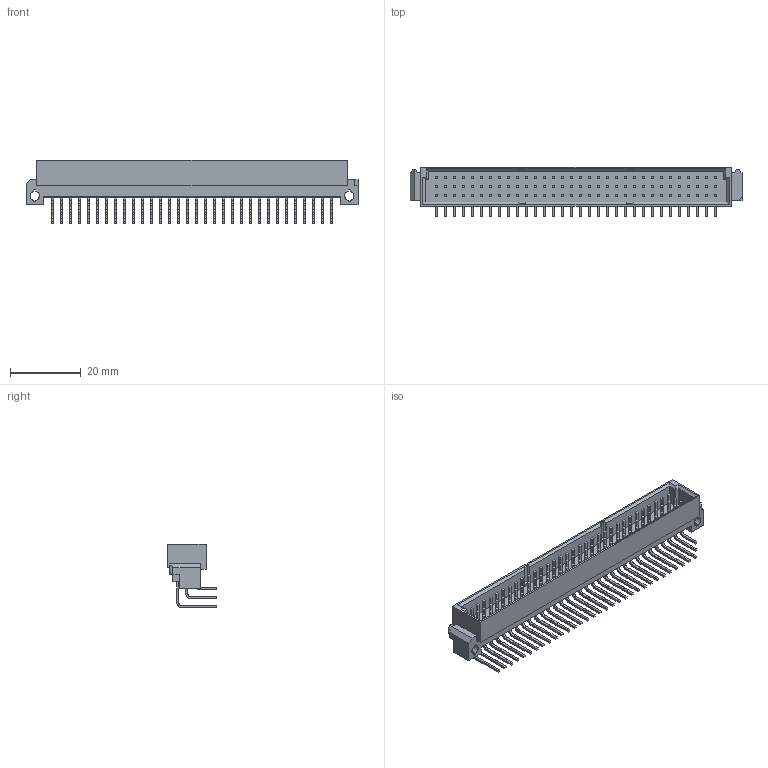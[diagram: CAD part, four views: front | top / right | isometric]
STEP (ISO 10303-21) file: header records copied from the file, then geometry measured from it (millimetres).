
FILE_DESCRIPTION((''),'2;1');
FILE_NAME('C-5148116-5','2012-06-14T',('workeradm'),('Tyco Electronics Ltd.'),'PRO/ENGINEER BY PARAMETRIC TECHNOLOGY CORPORATION, 2010430','PRO/ENGINEER BY PARAMETRIC TECHNOLOGY CORPORATION, 2010430','');
FILE_SCHEMA(('AUTOMOTIVE_DESIGN { 1 0 10303 214 1 1 1 1 }'));
Length unit declared in the file: millimetre
Products named in the file (1): C-5148116-5
Bounding box: 93.85 x 14.02 x 18.02 mm (x, y, z)
Volume: 5480 mm3; surface area: 9576.3 mm2
Topology: 1 solids, 1 shells, 1814 faces, 4778 edges, 3182 vertices
Faces by surface type: plane 1607, cylinder 205, extrusion 2
Entity records: 55555 total; most frequent: CARTESIAN_POINT 9954, ORIENTED_EDGE 9556, DIRECTION 8778, EDGE_CURVE 4778, VECTOR 4366, LINE 4364, VERTEX_POINT 3182, AXIS2_PLACEMENT_3D 2206
